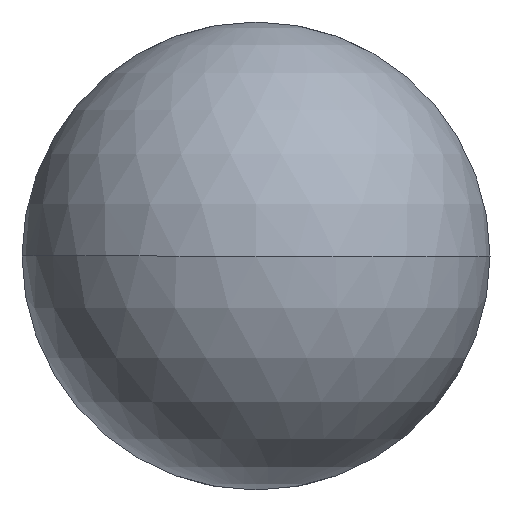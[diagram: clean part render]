
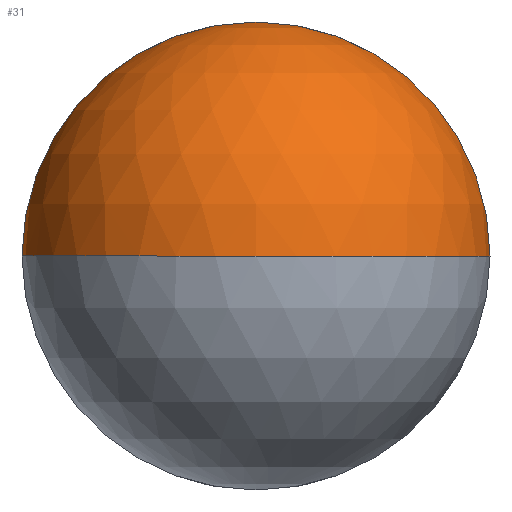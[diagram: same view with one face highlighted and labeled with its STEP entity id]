
A CAD part, front view. The second image highlights one B-rep face of the part: STEP entity #31.
In plain terms, the highlighted spherical face has radius 4.763 mm.
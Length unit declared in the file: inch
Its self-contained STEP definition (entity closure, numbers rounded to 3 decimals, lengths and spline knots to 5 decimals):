
#1 = EDGE_CURVE ( 'NONE', #242, #126, #19, .T. ) ;
#19 = CIRCLE ( 'NONE', #308, 0.1875 ) ;
#31 = ADVANCED_FACE ( 'NONE', ( #102 ), #191, .T. ) ;
#49 = AXIS2_PLACEMENT_3D ( 'NONE', #276, #360, #221 ) ;
#58 = CARTESIAN_POINT ( 'NONE',  ( 0.1875, 0.1875, 0. ) ) ;
#66 = VERTEX_POINT ( 'NONE', #300 ) ;
#73 = ORIENTED_EDGE ( 'NONE', *, *, #195, .T. ) ;
#76 = CIRCLE ( 'NONE', #181, 0.1875 ) ;
#77 = AXIS2_PLACEMENT_3D ( 'NONE', #305, #130, #227 ) ;
#91 = CARTESIAN_POINT ( 'NONE',  ( 0., 0.1875, 0. ) ) ;
#102 = FACE_OUTER_BOUND ( 'NONE', #269, .T. ) ;
#125 = CARTESIAN_POINT ( 'NONE',  ( 0., 0.1875, 0. ) ) ;
#126 = VERTEX_POINT ( 'NONE', #337 ) ;
#129 = DIRECTION ( 'NONE',  ( 0., 0., -1. ) ) ;
#130 = DIRECTION ( 'NONE',  ( 0., -1., 0. ) ) ;
#135 = CARTESIAN_POINT ( 'NONE',  ( -0.1875, 0.1875, 0. ) ) ;
#156 = VERTEX_POINT ( 'NONE', #135 ) ;
#179 = ORIENTED_EDGE ( 'NONE', *, *, #1, .F. ) ;
#181 = AXIS2_PLACEMENT_3D ( 'NONE', #91, #268, #238 ) ;
#191 = SPHERICAL_SURFACE ( 'NONE', #49, 0.1875 ) ;
#195 = EDGE_CURVE ( 'NONE', #156, #126, #76, .T. ) ;
#201 = AXIS2_PLACEMENT_3D ( 'NONE', #125, #216, #129 ) ;
#216 = DIRECTION ( 'NONE',  ( 0., -1., 0. ) ) ;
#217 = CARTESIAN_POINT ( 'NONE',  ( 0., 0.1875, 0. ) ) ;
#221 = DIRECTION ( 'NONE',  ( 1., 0., 0. ) ) ;
#227 = DIRECTION ( 'NONE',  ( 0., 0., -1. ) ) ;
#238 = DIRECTION ( 'NONE',  ( 1., 0., 0. ) ) ;
#242 = VERTEX_POINT ( 'NONE', #58 ) ;
#243 = ORIENTED_EDGE ( 'NONE', *, *, #319, .T. ) ;
#264 = CIRCLE ( 'NONE', #201, 0.1875 ) ;
#268 = DIRECTION ( 'NONE',  ( 0., 0., 1. ) ) ;
#269 = EDGE_LOOP ( 'NONE', ( #243, #73, #179, #278 ) ) ;
#276 = CARTESIAN_POINT ( 'NONE',  ( 0., 0.1875, 0. ) ) ;
#278 = ORIENTED_EDGE ( 'NONE', *, *, #370, .T. ) ;
#300 = CARTESIAN_POINT ( 'NONE',  ( 0., 0.1875, 0.1875 ) ) ;
#305 = CARTESIAN_POINT ( 'NONE',  ( 0., 0.1875, 0. ) ) ;
#308 = AXIS2_PLACEMENT_3D ( 'NONE', #217, #330, #359 ) ;
#319 = EDGE_CURVE ( 'NONE', #66, #156, #264, .T. ) ;
#322 = CIRCLE ( 'NONE', #77, 0.1875 ) ;
#330 = DIRECTION ( 'NONE',  ( 0., 0., -1. ) ) ;
#337 = CARTESIAN_POINT ( 'NONE',  ( 0., 0., 0. ) ) ;
#359 = DIRECTION ( 'NONE',  ( -1., 0., 0. ) ) ;
#360 = DIRECTION ( 'NONE',  ( 0., 0., 1. ) ) ;
#370 = EDGE_CURVE ( 'NONE', #242, #66, #322, .T. ) ;
